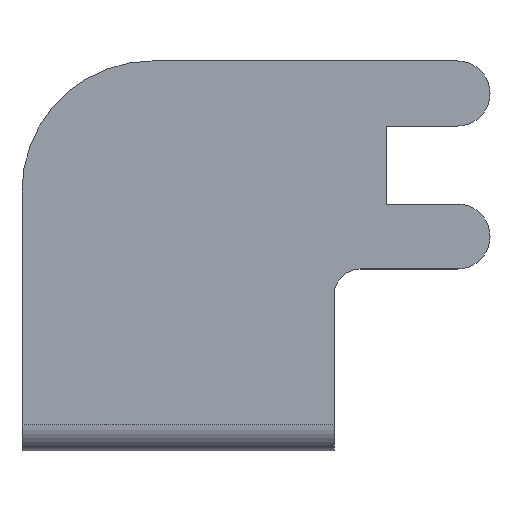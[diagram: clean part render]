
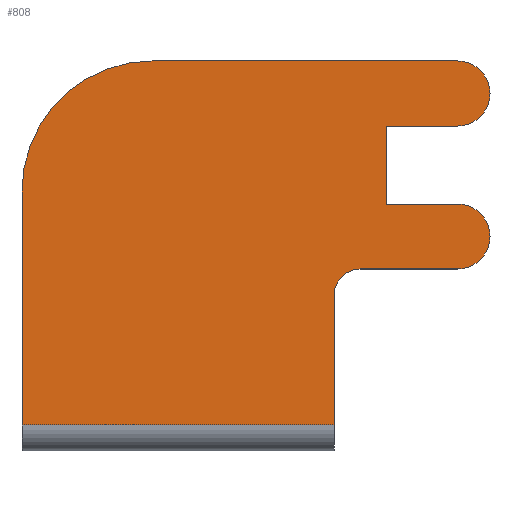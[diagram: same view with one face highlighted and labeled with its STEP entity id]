
A CAD part, left-side view. The second image highlights one B-rep face of the part: STEP entity #808.
In plain terms, the highlighted planar face has unit normal (-1, 0, 0).
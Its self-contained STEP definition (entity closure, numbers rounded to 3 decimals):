
#20 = CARTESIAN_POINT ( 'NONE',  ( 0., 0., 12.5 ) ) ;
#35 = VERTEX_POINT ( 'NONE', #297 ) ;
#40 = CARTESIAN_POINT ( 'NONE',  ( 0., 0., 7. ) ) ;
#45 = DIRECTION ( 'NONE',  ( 0., 0., -1. ) ) ;
#60 = CARTESIAN_POINT ( 'NONE',  ( 0., 0., 9.5 ) ) ;
#64 = DIRECTION ( 'NONE',  ( 0., 0., 1. ) ) ;
#78 = VERTEX_POINT ( 'NONE', #371 ) ;
#84 = CIRCLE ( 'NONE', #1056, 1.25 ) ;
#90 = ORIENTED_EDGE ( 'NONE', *, *, #565, .T. ) ;
#108 = CARTESIAN_POINT ( 'NONE',  ( 0., 1.25, 15. ) ) ;
#110 = EDGE_CURVE ( 'NONE', #638, #1380, #760, .T. ) ;
#116 = CARTESIAN_POINT ( 'NONE',  ( 0., 18., 1. ) ) ;
#136 = ORIENTED_EDGE ( 'NONE', *, *, #817, .T. ) ;
#139 = VECTOR ( 'NONE', #1217, 1000. ) ;
#144 = CARTESIAN_POINT ( 'NONE',  ( 0., 5., 7. ) ) ;
#171 = CARTESIAN_POINT ( 'NONE',  ( 0., 1.25, 12.5 ) ) ;
#176 = VERTEX_POINT ( 'NONE', #108 ) ;
#182 = VECTOR ( 'NONE', #1163, 1000. ) ;
#231 = AXIS2_PLACEMENT_3D ( 'NONE', #1077, #436, #855 ) ;
#236 = CARTESIAN_POINT ( 'NONE',  ( 0., 1.25, 9.5 ) ) ;
#260 = CARTESIAN_POINT ( 'NONE',  ( 0., 6., 6. ) ) ;
#272 = DIRECTION ( 'NONE',  ( 1., 0., 0. ) ) ;
#277 = CIRCLE ( 'NONE', #681, 5. ) ;
#288 = CARTESIAN_POINT ( 'NONE',  ( 0., 6., 1. ) ) ;
#297 = CARTESIAN_POINT ( 'NONE',  ( 0., 1.25, 7. ) ) ;
#298 = VECTOR ( 'NONE', #1246, 1000. ) ;
#307 = LINE ( 'NONE', #984, #1271 ) ;
#314 = DIRECTION ( 'NONE',  ( 0., -1., 0. ) ) ;
#330 = AXIS2_PLACEMENT_3D ( 'NONE', #1353, #378, #705 ) ;
#340 = CIRCLE ( 'NONE', #772, 1.25 ) ;
#356 = CARTESIAN_POINT ( 'NONE',  ( 0., 1.25, 8.25 ) ) ;
#371 = CARTESIAN_POINT ( 'NONE',  ( 0., 18., 1. ) ) ;
#373 = EDGE_CURVE ( 'NONE', #598, #683, #84, .T. ) ;
#376 = CARTESIAN_POINT ( 'NONE',  ( 0., 18., 10. ) ) ;
#378 = DIRECTION ( 'NONE',  ( -1., 0., 0. ) ) ;
#420 = DIRECTION ( 'NONE',  ( -1., 0., 0. ) ) ;
#422 = LINE ( 'NONE', #639, #453 ) ;
#436 = DIRECTION ( 'NONE',  ( -1., 0., 0. ) ) ;
#453 = VECTOR ( 'NONE', #314, 1000. ) ;
#460 = DIRECTION ( 'NONE',  ( 0., -1., 0. ) ) ;
#487 = CARTESIAN_POINT ( 'NONE',  ( 0., 13., 15. ) ) ;
#517 = CARTESIAN_POINT ( 'NONE',  ( 0., 0., 13.75 ) ) ;
#540 = VERTEX_POINT ( 'NONE', #487 ) ;
#547 = VECTOR ( 'NONE', #950, 1000. ) ;
#565 = EDGE_CURVE ( 'NONE', #1380, #648, #816, .T. ) ;
#569 = LINE ( 'NONE', #20, #1024 ) ;
#592 = AXIS2_PLACEMENT_3D ( 'NONE', #1343, #272, #611 ) ;
#598 = VERTEX_POINT ( 'NONE', #171 ) ;
#601 = VERTEX_POINT ( 'NONE', #260 ) ;
#604 = ORIENTED_EDGE ( 'NONE', *, *, #110, .T. ) ;
#611 = DIRECTION ( 'NONE',  ( 0., 0., -1. ) ) ;
#627 = CARTESIAN_POINT ( 'NONE',  ( 0., 4., 9.5 ) ) ;
#638 = VERTEX_POINT ( 'NONE', #1284 ) ;
#639 = CARTESIAN_POINT ( 'NONE',  ( 0., 18., 15. ) ) ;
#648 = VERTEX_POINT ( 'NONE', #627 ) ;
#664 = PLANE ( 'NONE',  #1385 ) ;
#677 = VERTEX_POINT ( 'NONE', #1289 ) ;
#678 = DIRECTION ( 'NONE',  ( 0., 0., -1. ) ) ;
#681 = AXIS2_PLACEMENT_3D ( 'NONE', #1075, #420, #1288 ) ;
#683 = VERTEX_POINT ( 'NONE', #517 ) ;
#703 = EDGE_CURVE ( 'NONE', #683, #176, #748, .T. ) ;
#705 = DIRECTION ( 'NONE',  ( 0., 0., -1. ) ) ;
#715 = ORIENTED_EDGE ( 'NONE', *, *, #373, .T. ) ;
#716 = LINE ( 'NONE', #915, #884 ) ;
#732 = EDGE_CURVE ( 'NONE', #78, #1076, #1270, .T. ) ;
#748 = CIRCLE ( 'NONE', #231, 1.25 ) ;
#760 = CIRCLE ( 'NONE', #330, 1.25 ) ;
#761 = ORIENTED_EDGE ( 'NONE', *, *, #703, .T. ) ;
#765 = EDGE_CURVE ( 'NONE', #540, #176, #422, .T. ) ;
#769 = DIRECTION ( 'NONE',  ( 1., 0., 0. ) ) ;
#772 = AXIS2_PLACEMENT_3D ( 'NONE', #356, #1099, #678 ) ;
#784 = ORIENTED_EDGE ( 'NONE', *, *, #1295, .T. ) ;
#785 = EDGE_CURVE ( 'NONE', #35, #638, #340, .T. ) ;
#796 = DIRECTION ( 'NONE',  ( -1., 0., 0. ) ) ;
#806 = ORIENTED_EDGE ( 'NONE', *, *, #898, .T. ) ;
#808 = ADVANCED_FACE ( 'NONE', ( #1329 ), #664, .F. ) ;
#816 = LINE ( 'NONE', #60, #298 ) ;
#817 = EDGE_CURVE ( 'NONE', #903, #35, #1205, .T. ) ;
#855 = DIRECTION ( 'NONE',  ( 0., 0., -1. ) ) ;
#860 = CARTESIAN_POINT ( 'NONE',  ( 0., 18., 15. ) ) ;
#884 = VECTOR ( 'NONE', #64, 1000. ) ;
#898 = EDGE_CURVE ( 'NONE', #677, #598, #569, .T. ) ;
#903 = VERTEX_POINT ( 'NONE', #144 ) ;
#915 = CARTESIAN_POINT ( 'NONE',  ( 0., 6., 0. ) ) ;
#948 = ORIENTED_EDGE ( 'NONE', *, *, #1266, .T. ) ;
#950 = DIRECTION ( 'NONE',  ( 0., -1., 0. ) ) ;
#951 = ORIENTED_EDGE ( 'NONE', *, *, #732, .F. ) ;
#976 = EDGE_CURVE ( 'NONE', #601, #903, #1135, .T. ) ;
#984 = CARTESIAN_POINT ( 'NONE',  ( 0., 4., 0. ) ) ;
#1011 = CARTESIAN_POINT ( 'NONE',  ( 0., 18., 15. ) ) ;
#1022 = VERTEX_POINT ( 'NONE', #288 ) ;
#1024 = VECTOR ( 'NONE', #460, 1000. ) ;
#1044 = EDGE_CURVE ( 'NONE', #1022, #601, #716, .T. ) ;
#1056 = AXIS2_PLACEMENT_3D ( 'NONE', #1112, #796, #1324 ) ;
#1075 = CARTESIAN_POINT ( 'NONE',  ( 0., 13., 10. ) ) ;
#1076 = VERTEX_POINT ( 'NONE', #376 ) ;
#1077 = CARTESIAN_POINT ( 'NONE',  ( 0., 1.25, 13.75 ) ) ;
#1099 = DIRECTION ( 'NONE',  ( -1., 0., 0. ) ) ;
#1112 = CARTESIAN_POINT ( 'NONE',  ( 0., 1.25, 13.75 ) ) ;
#1127 = ORIENTED_EDGE ( 'NONE', *, *, #1044, .T. ) ;
#1135 = CIRCLE ( 'NONE', #592, 1. ) ;
#1145 = ORIENTED_EDGE ( 'NONE', *, *, #1333, .T. ) ;
#1153 = ORIENTED_EDGE ( 'NONE', *, *, #785, .T. ) ;
#1163 = DIRECTION ( 'NONE',  ( 0., 0., 1. ) ) ;
#1173 = LINE ( 'NONE', #116, #547 ) ;
#1182 = DIRECTION ( 'NONE',  ( 0., 0., 1. ) ) ;
#1205 = LINE ( 'NONE', #40, #139 ) ;
#1217 = DIRECTION ( 'NONE',  ( 0., -1., 0. ) ) ;
#1246 = DIRECTION ( 'NONE',  ( 0., 1., 0. ) ) ;
#1265 = EDGE_LOOP ( 'NONE', ( #951, #948, #1127, #1334, #136, #1153, #604, #90, #784, #806, #715, #761, #1309, #1145 ) ) ;
#1266 = EDGE_CURVE ( 'NONE', #78, #1022, #1173, .T. ) ;
#1270 = LINE ( 'NONE', #860, #182 ) ;
#1271 = VECTOR ( 'NONE', #1182, 1000. ) ;
#1284 = CARTESIAN_POINT ( 'NONE',  ( 0., 0., 8.25 ) ) ;
#1288 = DIRECTION ( 'NONE',  ( 0., 0., -1. ) ) ;
#1289 = CARTESIAN_POINT ( 'NONE',  ( 0., 4., 12.5 ) ) ;
#1295 = EDGE_CURVE ( 'NONE', #648, #677, #307, .T. ) ;
#1309 = ORIENTED_EDGE ( 'NONE', *, *, #765, .F. ) ;
#1324 = DIRECTION ( 'NONE',  ( 0., 0., -1. ) ) ;
#1329 = FACE_OUTER_BOUND ( 'NONE', #1265, .T. ) ;
#1333 = EDGE_CURVE ( 'NONE', #540, #1076, #277, .T. ) ;
#1334 = ORIENTED_EDGE ( 'NONE', *, *, #976, .T. ) ;
#1343 = CARTESIAN_POINT ( 'NONE',  ( 0., 5., 6. ) ) ;
#1353 = CARTESIAN_POINT ( 'NONE',  ( 0., 1.25, 8.25 ) ) ;
#1380 = VERTEX_POINT ( 'NONE', #236 ) ;
#1385 = AXIS2_PLACEMENT_3D ( 'NONE', #1011, #769, #45 ) ;
